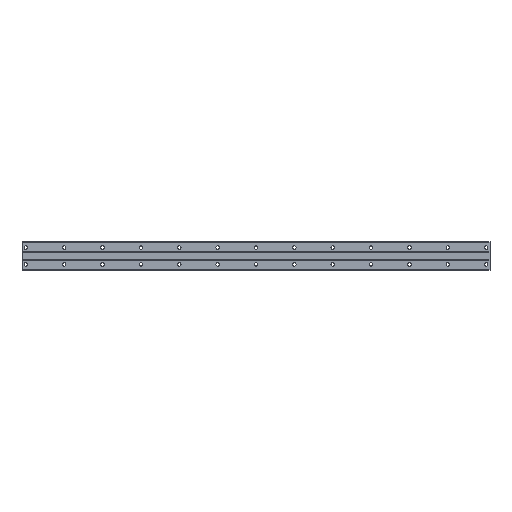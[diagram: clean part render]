
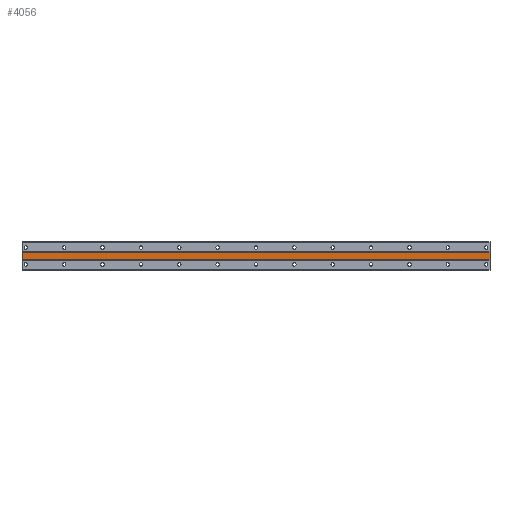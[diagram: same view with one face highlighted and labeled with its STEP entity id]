
A CAD part, front view. The second image highlights one B-rep face of the part: STEP entity #4056.
In plain terms, the highlighted planar face has unit normal (0, -1, 0).
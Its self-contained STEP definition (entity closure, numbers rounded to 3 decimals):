
#199 = CARTESIAN_POINT ( 'NONE',  ( 605., 0.5, -5. ) ) ;
#509 = VERTEX_POINT ( 'NONE', #4453 ) ;
#691 = PLANE ( 'NONE',  #2318 ) ;
#734 = VECTOR ( 'NONE', #4923, 1000. ) ;
#774 = VERTEX_POINT ( 'NONE', #3859 ) ;
#848 = ORIENTED_EDGE ( 'NONE', *, *, #3632, .F. ) ;
#1070 = ORIENTED_EDGE ( 'NONE', *, *, #1487, .T. ) ;
#1304 = VECTOR ( 'NONE', #3488, 1000. ) ;
#1436 = DIRECTION ( 'NONE',  ( -1., 0., 0. ) ) ;
#1487 = EDGE_CURVE ( 'NONE', #3214, #509, #3772, .T. ) ;
#1491 = DIRECTION ( 'NONE',  ( 0., 1., 0. ) ) ;
#1771 = CARTESIAN_POINT ( 'NONE',  ( 605., 0.5, 5. ) ) ;
#1828 = VECTOR ( 'NONE', #4240, 1000. ) ;
#2318 = AXIS2_PLACEMENT_3D ( 'NONE', #4917, #1491, #4491 ) ;
#2362 = ORIENTED_EDGE ( 'NONE', *, *, #2825, .F. ) ;
#2372 = LINE ( 'NONE', #2710, #1304 ) ;
#2636 = FACE_OUTER_BOUND ( 'NONE', #4278, .T. ) ;
#2671 = VERTEX_POINT ( 'NONE', #4510 ) ;
#2692 = ORIENTED_EDGE ( 'NONE', *, *, #3173, .T. ) ;
#2710 = CARTESIAN_POINT ( 'NONE',  ( 605., 0.5, 18.34 ) ) ;
#2825 = EDGE_CURVE ( 'NONE', #2671, #774, #2372, .T. ) ;
#2965 = CARTESIAN_POINT ( 'NONE',  ( -5., 0.5, 18.34 ) ) ;
#3054 = LINE ( 'NONE', #1771, #4377 ) ;
#3173 = EDGE_CURVE ( 'NONE', #2671, #3214, #3054, .T. ) ;
#3214 = VERTEX_POINT ( 'NONE', #4245 ) ;
#3488 = DIRECTION ( 'NONE',  ( 0., 0., -1. ) ) ;
#3632 = EDGE_CURVE ( 'NONE', #774, #509, #4526, .T. ) ;
#3772 = LINE ( 'NONE', #2965, #1828 ) ;
#3859 = CARTESIAN_POINT ( 'NONE',  ( 605., 0.5, -5. ) ) ;
#4056 = ADVANCED_FACE ( 'NONE', ( #2636 ), #691, .F. ) ;
#4240 = DIRECTION ( 'NONE',  ( 0., 0., -1. ) ) ;
#4245 = CARTESIAN_POINT ( 'NONE',  ( -5., 0.5, 5. ) ) ;
#4278 = EDGE_LOOP ( 'NONE', ( #848, #2362, #2692, #1070 ) ) ;
#4377 = VECTOR ( 'NONE', #1436, 1000. ) ;
#4453 = CARTESIAN_POINT ( 'NONE',  ( -5., 0.5, -5. ) ) ;
#4491 = DIRECTION ( 'NONE',  ( 0., 0., 1. ) ) ;
#4510 = CARTESIAN_POINT ( 'NONE',  ( 605., 0.5, 5. ) ) ;
#4526 = LINE ( 'NONE', #199, #734 ) ;
#4917 = CARTESIAN_POINT ( 'NONE',  ( 605., 0.5, 5. ) ) ;
#4923 = DIRECTION ( 'NONE',  ( -1., 0., 0. ) ) ;
